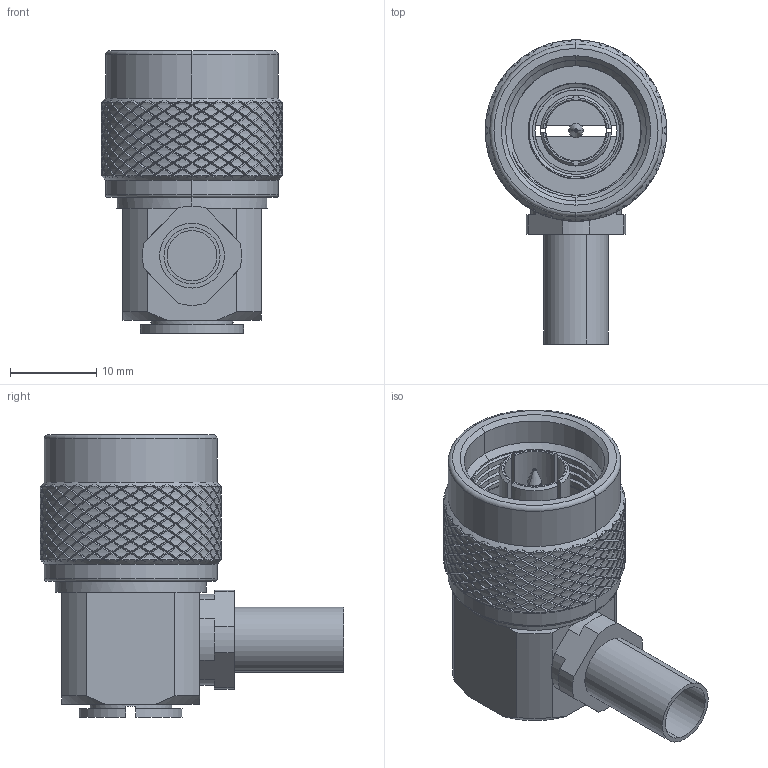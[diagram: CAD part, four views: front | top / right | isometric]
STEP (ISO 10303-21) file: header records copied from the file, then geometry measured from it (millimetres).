
FILE_DESCRIPTION (( 'STEP AP214' ), '1' );
FILE_NAME ('25-105-B3-DB.STEP', '2024-10-09T15:02:06', ( '' ), ( '' ), 'SwSTEP 2.0', 'SolidWorks 2024', '' );
FILE_SCHEMA (( 'AUTOMOTIVE_DESIGN' ));
Products named in the file (1): 25-105-B3-DB
Bounding box: 21 x 35.2 x 32.75 mm (x, y, z)
Surface area: 4863 mm2 (no closed solid volume)
Topology: 0 solids, 9 shells, 2249 faces, 4822 edges, 2556 vertices
Faces by surface type: bspline 1683, cylinder 492, plane 41, cone 27, torus 4, sphere 2
Entity records: 112466 total; most frequent: CARTESIAN_POINT 83901, ORIENTED_EDGE 9498, EDGE_CURVE 4822, VERTEX_POINT 2556, EDGE_LOOP 2256, FACE_OUTER_BOUND 2249, ADVANCED_FACE 2249, DIRECTION 1840
